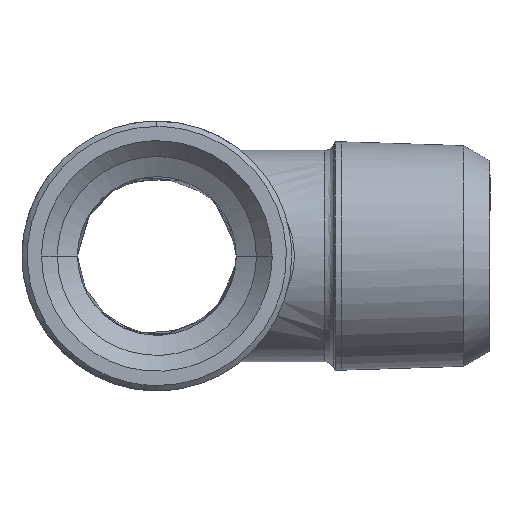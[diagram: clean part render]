
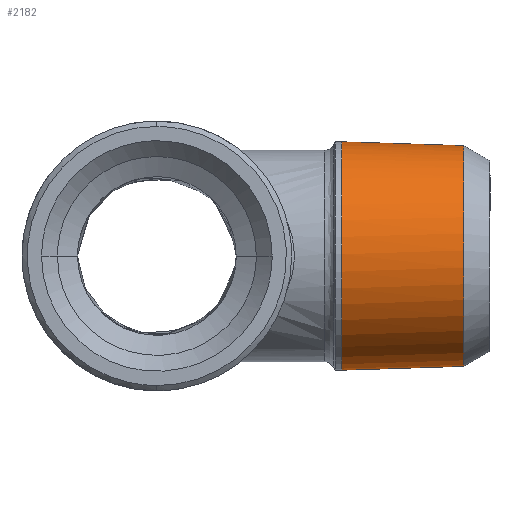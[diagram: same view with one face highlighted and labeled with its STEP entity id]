
A CAD part, left-side view. The second image highlights one B-rep face of the part: STEP entity #2182.
In plain terms, the highlighted free-form (B-spline) face has degree [1, 3] with [2, 4] control points.
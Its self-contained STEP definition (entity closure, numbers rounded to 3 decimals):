
#190 = CARTESIAN_POINT ( 'NONE',  ( 0., 18.3, -10.795 ) ) ;
#244 = CARTESIAN_POINT ( 'NONE',  ( 0., 18.3, -10.795 ) ) ;
#312 = VERTEX_POINT ( 'NONE', #4522 ) ;
#460 = CARTESIAN_POINT ( 'NONE',  ( 0., 18.3, 10.795 ) ) ;
#481 = CARTESIAN_POINT ( 'NONE',  ( 0., 6.785, -10.435 ) ) ;
#529 = CARTESIAN_POINT ( 'NONE',  ( -21.59, 18.3, 10.795 ) ) ;
#545 = CARTESIAN_POINT ( 'NONE',  ( 0., 6.785, -10.435 ) ) ;
#689 = ORIENTED_EDGE ( 'NONE', *, *, #2938, .T. ) ;
#785 = ORIENTED_EDGE ( 'NONE', *, *, #3018, .T. ) ;
#933 = CARTESIAN_POINT ( 'NONE',  ( 0., 6.785, 10.435 ) ) ;
#980 = EDGE_LOOP ( 'NONE', ( #3411, #689, #2656, #785 ) ) ;
#1061 = B_SPLINE_CURVE_WITH_KNOTS ( 'NONE', 1,
 ( #1505, #460 ),
 .UNSPECIFIED., .F., .F.,
 ( 2, 2 ),
 ( -1., 0. ),
 .UNSPECIFIED. ) ;
#1276 = CARTESIAN_POINT ( 'NONE',  ( -21.59, 18.3, 10.795 ) ) ;
#1505 = CARTESIAN_POINT ( 'NONE',  ( 0., 6.785, 10.435 ) ) ;
#1551 = FACE_OUTER_BOUND ( 'NONE', #980, .T. ) ;
#1567 = EDGE_CURVE ( 'NONE', #2615, #1610, #4351, .T. ) ;
#1610 = VERTEX_POINT ( 'NONE', #2235 ) ;
#2031 = CARTESIAN_POINT ( 'NONE',  ( -21.59, 18.3, -10.795 ) ) ;
#2050 = CARTESIAN_POINT ( 'NONE',  ( 0., 6.785, 10.435 ) ) ;
#2152 = B_SPLINE_CURVE_WITH_KNOTS ( 'NONE', 1,
 ( #3839, #4201 ),
 .UNSPECIFIED., .F., .F.,
 ( 2, 2 ),
 ( -1., 0. ),
 .UNSPECIFIED. ) ;
#2182 = ADVANCED_FACE ( 'NONE', ( #1551 ), #2469, .F. ) ;
#2235 = CARTESIAN_POINT ( 'NONE',  ( 0., 6.785, 10.435 ) ) ;
#2381 = CARTESIAN_POINT ( 'NONE',  ( 0., 18.3, 10.795 ) ) ;
#2388 = CARTESIAN_POINT ( 'NONE',  ( -20.87, 6.785, 10.435 ) ) ;
#2408 = CARTESIAN_POINT ( 'NONE',  ( 0., 6.785, -10.435 ) ) ;
#2436 = EDGE_CURVE ( 'NONE', #4464, #312, #3104, .T. ) ;
#2469 =( BOUNDED_SURFACE ( )  B_SPLINE_SURFACE ( 1, 3, ( 
 ( #2408, #4251, #2388, #2050 ),
 ( #190, #2031, #1276, #2752 ) ),
 .UNSPECIFIED., .F., .F., .F. ) 
 B_SPLINE_SURFACE_WITH_KNOTS ( ( 2, 2 ),
 ( 4, 4 ),
 ( 0., 1. ),
 ( 0., 1. ),
 .UNSPECIFIED. ) 
 GEOMETRIC_REPRESENTATION_ITEM ( )  RATIONAL_B_SPLINE_SURFACE ( (
 ( 1., 0.333, 0.333, 1.),
 ( 1., 0.333, 0.333, 1.) ) ) 
 REPRESENTATION_ITEM ( '' )  SURFACE ( )  );
#2615 = VERTEX_POINT ( 'NONE', #481 ) ;
#2656 = ORIENTED_EDGE ( 'NONE', *, *, #2436, .F. ) ;
#2752 = CARTESIAN_POINT ( 'NONE',  ( 0., 18.3, 10.795 ) ) ;
#2766 = CARTESIAN_POINT ( 'NONE',  ( -20.87, 6.785, -10.435 ) ) ;
#2938 = EDGE_CURVE ( 'NONE', #1610, #312, #1061, .T. ) ;
#3018 = EDGE_CURVE ( 'NONE', #4464, #2615, #2152, .T. ) ;
#3104 =( BOUNDED_CURVE ( )  B_SPLINE_CURVE ( 3, ( #4551, #4569, #529, #2381 ),
 .UNSPECIFIED., .F., .F. ) 
 B_SPLINE_CURVE_WITH_KNOTS ( ( 4, 4 ),
 ( -3.142, 0. ),
 .UNSPECIFIED. ) 
 CURVE ( )  GEOMETRIC_REPRESENTATION_ITEM ( )  RATIONAL_B_SPLINE_CURVE ( ( 1., 0.333, 0.333, 1. ) ) 
 REPRESENTATION_ITEM ( '' )  );
#3136 = CARTESIAN_POINT ( 'NONE',  ( -20.87, 6.785, 10.435 ) ) ;
#3411 = ORIENTED_EDGE ( 'NONE', *, *, #1567, .T. ) ;
#3839 = CARTESIAN_POINT ( 'NONE',  ( 0., 18.3, -10.795 ) ) ;
#4201 = CARTESIAN_POINT ( 'NONE',  ( 0., 6.785, -10.435 ) ) ;
#4251 = CARTESIAN_POINT ( 'NONE',  ( -20.87, 6.785, -10.435 ) ) ;
#4351 =( BOUNDED_CURVE ( )  B_SPLINE_CURVE ( 3, ( #545, #2766, #3136, #933 ),
 .UNSPECIFIED., .F., .F. ) 
 B_SPLINE_CURVE_WITH_KNOTS ( ( 4, 4 ),
 ( -3.142, 0. ),
 .UNSPECIFIED. ) 
 CURVE ( )  GEOMETRIC_REPRESENTATION_ITEM ( )  RATIONAL_B_SPLINE_CURVE ( ( 1., 0.333, 0.333, 1. ) ) 
 REPRESENTATION_ITEM ( '' )  );
#4464 = VERTEX_POINT ( 'NONE', #244 ) ;
#4522 = CARTESIAN_POINT ( 'NONE',  ( 0., 18.3, 10.795 ) ) ;
#4551 = CARTESIAN_POINT ( 'NONE',  ( 0., 18.3, -10.795 ) ) ;
#4569 = CARTESIAN_POINT ( 'NONE',  ( -21.59, 18.3, -10.795 ) ) ;
